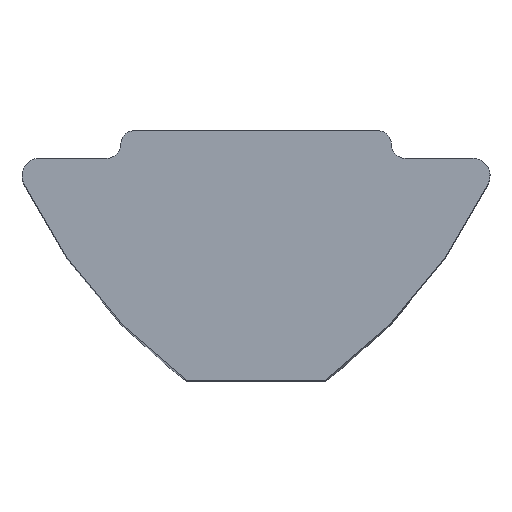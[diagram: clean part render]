
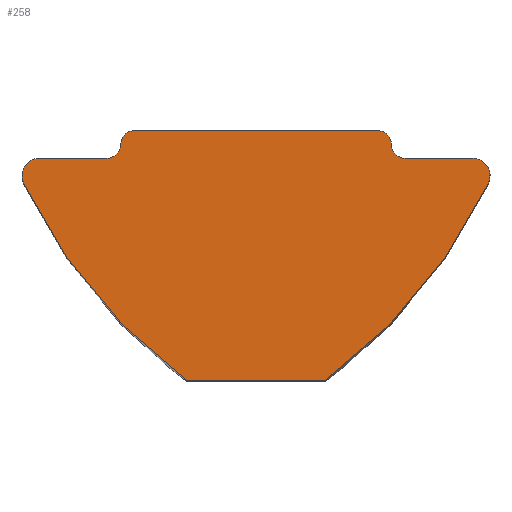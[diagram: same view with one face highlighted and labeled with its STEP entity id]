
A CAD part, top view. The second image highlights one B-rep face of the part: STEP entity #258.
In plain terms, the highlighted planar face has unit normal (0, 0, 1).
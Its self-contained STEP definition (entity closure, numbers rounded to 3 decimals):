
#42 = ORIENTED_EDGE ( 'NONE', *, *, #644, .T. ) ;
#95 = DIRECTION ( 'NONE',  ( 1., 0., 0. ) ) ;
#109 = VERTEX_POINT ( 'NONE', #352 ) ;
#110 = ORIENTED_EDGE ( 'NONE', *, *, #526, .T. ) ;
#119 = VECTOR ( 'NONE', #871, 1000. ) ;
#120 = EDGE_LOOP ( 'NONE', ( #775, #571, #351, #922, #42, #682, #914, #319, #699, #703, #110, #694, #802 ) ) ;
#125 = VERTEX_POINT ( 'NONE', #273 ) ;
#137 = AXIS2_PLACEMENT_3D ( 'NONE', #490, #528, #556 ) ;
#141 = AXIS2_PLACEMENT_3D ( 'NONE', #573, #560, #558 ) ;
#151 = AXIS2_PLACEMENT_3D ( 'NONE', #595, #591, #586 ) ;
#154 = AXIS2_PLACEMENT_3D ( 'NONE', #293, #607, #604 ) ;
#169 = PLANE ( 'NONE',  #340 ) ;
#172 = VERTEX_POINT ( 'NONE', #897 ) ;
#179 = VERTEX_POINT ( 'NONE', #416 ) ;
#180 = AXIS2_PLACEMENT_3D ( 'NONE', #746, #741, #736 ) ;
#183 = CARTESIAN_POINT ( 'NONE',  ( 6.25, -0.8, 22. ) ) ;
#187 = AXIS2_PLACEMENT_3D ( 'NONE', #795, #793, #790 ) ;
#189 = VERTEX_POINT ( 'NONE', #640 ) ;
#206 = LINE ( 'NONE', #690, #383 ) ;
#211 = AXIS2_PLACEMENT_3D ( 'NONE', #906, #895, #892 ) ;
#221 = AXIS2_PLACEMENT_3D ( 'NONE', #442, #320, #431 ) ;
#226 = CIRCLE ( 'NONE', #187, 15. ) ;
#235 = AXIS2_PLACEMENT_3D ( 'NONE', #429, #410, #407 ) ;
#258 = ADVANCED_FACE ( 'NONE', ( #680 ), #169, .T. ) ;
#273 = CARTESIAN_POINT ( 'NONE',  ( 3.5, 0., 22. ) ) ;
#293 = CARTESIAN_POINT ( 'NONE',  ( 4.3, -0.4, 22. ) ) ;
#299 = VERTEX_POINT ( 'NONE', #430 ) ;
#307 = CARTESIAN_POINT ( 'NONE',  ( -6.702, -1.514, 22. ) ) ;
#319 = ORIENTED_EDGE ( 'NONE', *, *, #548, .T. ) ;
#320 = DIRECTION ( 'NONE',  ( 0., 0., 1. ) ) ;
#331 = LINE ( 'NONE', #885, #692 ) ;
#340 = AXIS2_PLACEMENT_3D ( 'NONE', #755, #620, #95 ) ;
#347 = CIRCLE ( 'NONE', #141, 0.4 ) ;
#351 = ORIENTED_EDGE ( 'NONE', *, *, #643, .T. ) ;
#352 = CARTESIAN_POINT ( 'NONE',  ( -2., -7.2, 22. ) ) ;
#383 = VECTOR ( 'NONE', #689, 1000. ) ;
#407 = DIRECTION ( 'NONE',  ( 1., 0., 0. ) ) ;
#410 = DIRECTION ( 'NONE',  ( 0., 0., 1. ) ) ;
#416 = CARTESIAN_POINT ( 'NONE',  ( 4.3, -0.8, 22. ) ) ;
#429 = CARTESIAN_POINT ( 'NONE',  ( -6.25, -1.3, 22. ) ) ;
#430 = CARTESIAN_POINT ( 'NONE',  ( -3.5, 0., 22. ) ) ;
#431 = DIRECTION ( 'NONE',  ( 1., 0., 0. ) ) ;
#442 = CARTESIAN_POINT ( 'NONE',  ( -6.25, -1.3, 22. ) ) ;
#456 = CARTESIAN_POINT ( 'NONE',  ( -3.9, -0.4, 22. ) ) ;
#481 = LINE ( 'NONE', #679, #912 ) ;
#490 = CARTESIAN_POINT ( 'NONE',  ( -4.3, -0.4, 22. ) ) ;
#497 = EDGE_CURVE ( 'NONE', #578, #909, #798, .T. ) ;
#498 = VERTEX_POINT ( 'NONE', #456 ) ;
#526 = EDGE_CURVE ( 'NONE', #109, #172, #879, .T. ) ;
#528 = DIRECTION ( 'NONE',  ( 0., 0., -1. ) ) ;
#529 = EDGE_CURVE ( 'NONE', #650, #189, #331, .T. ) ;
#536 = CIRCLE ( 'NONE', #151, 0.4 ) ;
#539 = CARTESIAN_POINT ( 'NONE',  ( 6.702, -1.514, 22. ) ) ;
#548 = EDGE_CURVE ( 'NONE', #189, #578, #672, .T. ) ;
#554 = VERTEX_POINT ( 'NONE', #539 ) ;
#556 = DIRECTION ( 'NONE',  ( 1., 0., 0. ) ) ;
#558 = DIRECTION ( 'NONE',  ( 1., 0., 0. ) ) ;
#560 = DIRECTION ( 'NONE',  ( 0., 0., 1. ) ) ;
#565 = EDGE_CURVE ( 'NONE', #909, #109, #822, .T. ) ;
#571 = ORIENTED_EDGE ( 'NONE', *, *, #639, .T. ) ;
#573 = CARTESIAN_POINT ( 'NONE',  ( -3.5, -0.4, 22. ) ) ;
#578 = VERTEX_POINT ( 'NONE', #876 ) ;
#586 = DIRECTION ( 'NONE',  ( 1., 0., 0. ) ) ;
#591 = DIRECTION ( 'NONE',  ( 0., 0., 1. ) ) ;
#593 = EDGE_CURVE ( 'NONE', #172, #554, #226, .T. ) ;
#595 = CARTESIAN_POINT ( 'NONE',  ( 3.5, -0.4, 22. ) ) ;
#604 = DIRECTION ( 'NONE',  ( 1., 0., 0. ) ) ;
#605 = EDGE_CURVE ( 'NONE', #554, #842, #678, .T. ) ;
#607 = DIRECTION ( 'NONE',  ( 0., 0., -1. ) ) ;
#612 = CARTESIAN_POINT ( 'NONE',  ( -4.3, -0.8, 22. ) ) ;
#614 = VERTEX_POINT ( 'NONE', #702 ) ;
#615 = EDGE_CURVE ( 'NONE', #842, #179, #206, .T. ) ;
#620 = DIRECTION ( 'NONE',  ( 0., 0., 1. ) ) ;
#630 = EDGE_CURVE ( 'NONE', #125, #299, #481, .T. ) ;
#639 = EDGE_CURVE ( 'NONE', #179, #614, #744, .T. ) ;
#640 = CARTESIAN_POINT ( 'NONE',  ( -6.25, -0.8, 22. ) ) ;
#643 = EDGE_CURVE ( 'NONE', #614, #125, #536, .T. ) ;
#644 = EDGE_CURVE ( 'NONE', #299, #498, #347, .T. ) ;
#650 = VERTEX_POINT ( 'NONE', #612 ) ;
#652 = EDGE_CURVE ( 'NONE', #498, #650, #896, .T. ) ;
#672 = CIRCLE ( 'NONE', #221, 0.5 ) ;
#678 = CIRCLE ( 'NONE', #180, 0.5 ) ;
#679 = CARTESIAN_POINT ( 'NONE',  ( 3.9, 0., 22. ) ) ;
#680 = FACE_OUTER_BOUND ( 'NONE', #120, .T. ) ;
#682 = ORIENTED_EDGE ( 'NONE', *, *, #652, .T. ) ;
#686 = DIRECTION ( 'NONE',  ( -1., 0., 0. ) ) ;
#689 = DIRECTION ( 'NONE',  ( -1., 0., 0. ) ) ;
#690 = CARTESIAN_POINT ( 'NONE',  ( 3.9, -0.8, 22. ) ) ;
#692 = VECTOR ( 'NONE', #829, 1000. ) ;
#694 = ORIENTED_EDGE ( 'NONE', *, *, #593, .T. ) ;
#699 = ORIENTED_EDGE ( 'NONE', *, *, #497, .T. ) ;
#702 = CARTESIAN_POINT ( 'NONE',  ( 3.9, -0.4, 22. ) ) ;
#703 = ORIENTED_EDGE ( 'NONE', *, *, #565, .T. ) ;
#736 = DIRECTION ( 'NONE',  ( -1., 0., 0. ) ) ;
#741 = DIRECTION ( 'NONE',  ( 0., 0., 1. ) ) ;
#744 = CIRCLE ( 'NONE', #154, 0.4 ) ;
#746 = CARTESIAN_POINT ( 'NONE',  ( 6.25, -1.3, 22. ) ) ;
#755 = CARTESIAN_POINT ( 'NONE',  ( -6.25, -1.3, 22. ) ) ;
#775 = ORIENTED_EDGE ( 'NONE', *, *, #615, .T. ) ;
#790 = DIRECTION ( 'NONE',  ( -1., 0., 0. ) ) ;
#793 = DIRECTION ( 'NONE',  ( 0., 0., 1. ) ) ;
#795 = CARTESIAN_POINT ( 'NONE',  ( -6.854, 4.908, 22. ) ) ;
#798 = CIRCLE ( 'NONE', #235, 0.5 ) ;
#802 = ORIENTED_EDGE ( 'NONE', *, *, #605, .T. ) ;
#811 = CARTESIAN_POINT ( 'NONE',  ( -2., -7.2, 22. ) ) ;
#822 = CIRCLE ( 'NONE', #211, 15. ) ;
#829 = DIRECTION ( 'NONE',  ( -1., 0., 0. ) ) ;
#842 = VERTEX_POINT ( 'NONE', #183 ) ;
#871 = DIRECTION ( 'NONE',  ( 1., 0., 0. ) ) ;
#876 = CARTESIAN_POINT ( 'NONE',  ( -6.75, -1.3, 22. ) ) ;
#879 = LINE ( 'NONE', #811, #119 ) ;
#885 = CARTESIAN_POINT ( 'NONE',  ( -3.9, -0.8, 22. ) ) ;
#892 = DIRECTION ( 'NONE',  ( 1., 0., 0. ) ) ;
#895 = DIRECTION ( 'NONE',  ( 0., 0., 1. ) ) ;
#896 = CIRCLE ( 'NONE', #137, 0.4 ) ;
#897 = CARTESIAN_POINT ( 'NONE',  ( 2., -7.2, 22. ) ) ;
#906 = CARTESIAN_POINT ( 'NONE',  ( 6.854, 4.908, 22. ) ) ;
#909 = VERTEX_POINT ( 'NONE', #307 ) ;
#912 = VECTOR ( 'NONE', #686, 1000. ) ;
#914 = ORIENTED_EDGE ( 'NONE', *, *, #529, .T. ) ;
#922 = ORIENTED_EDGE ( 'NONE', *, *, #630, .T. ) ;
